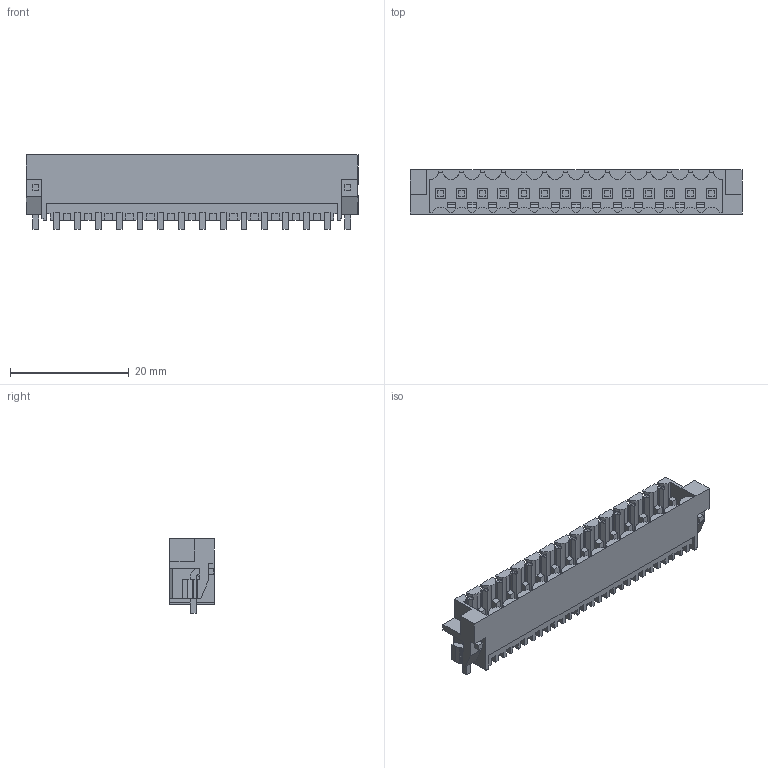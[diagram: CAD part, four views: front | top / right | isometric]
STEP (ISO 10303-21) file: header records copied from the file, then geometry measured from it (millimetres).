
FILE_DESCRIPTION(('CATIA V5 STEP Exchange','CAx-IF Rec.Pracs.--- Model Styling and Organization---1.2---2011-12-15'),'2;1');
FILE_NAME ('D1450769_0_1291430000_1291430000.stp','2018-03-20T09:47:14+00:00',('none'),('Weidmueller'),'CATIA Version 5-6 Release 2014','CATIA V5 STEP AP214','none');
FILE_SCHEMA(('AUTOMOTIVE_DESIGN { 1 0 10303 214 1 1 1 1 }'));
Length unit declared in the file: millimetre
Products named in the file (1): 1291430000
Bounding box: 55.85 x 7.45 x 12.55 mm (x, y, z)
Volume: 1802.4 mm3; surface area: 4969.6 mm2
Topology: 17 solids, 17 shells, 1127 faces, 3331 edges, 2263 vertices
Faces by surface type: plane 1021, cylinder 106
Entity records: 35661 total; most frequent: ORIENTED_EDGE 6662, CARTESIAN_POINT 6570, DIRECTION 4451, EDGE_CURVE 3331, VECTOR 3063, LINE 3063, VERTEX_POINT 2263, EDGE_LOOP 1184
